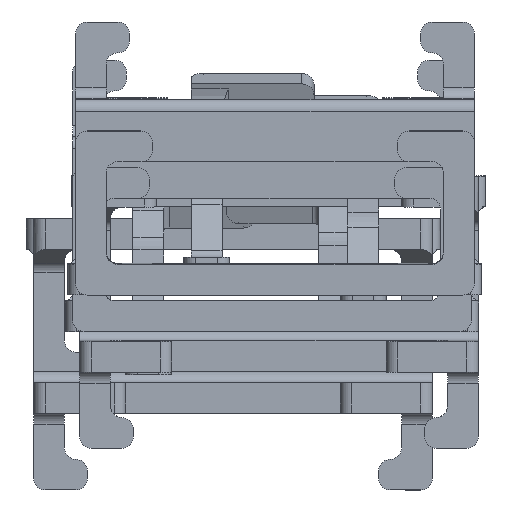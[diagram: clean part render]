
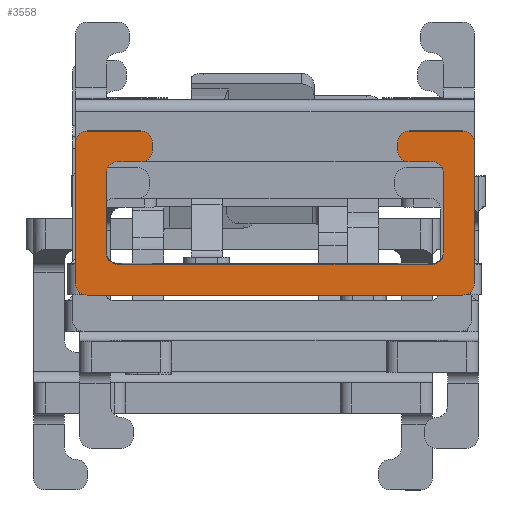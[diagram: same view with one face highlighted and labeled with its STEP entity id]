
A CAD part, front view. The second image highlights one B-rep face of the part: STEP entity #3558.
In plain terms, the highlighted face is planar.
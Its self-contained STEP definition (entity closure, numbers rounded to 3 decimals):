
#108=PLANE('',#3897);
#238=FACE_OUTER_BOUND('',#427,.T.);
#427=EDGE_LOOP('',(#2748,#2749,#2750,#2751,#2752,#2753,#2754,#2755,#2756,
#2757,#2758,#2759,#2760,#2761,#2762,#2763,#2764,#2765,#2766,#2767,#2768,
#2769,#2770,#2771));
#609=CIRCLE('',#3884,0.75);
#616=CIRCLE('',#3894,0.75);
#618=CIRCLE('',#3898,0.75);
#619=CIRCLE('',#3899,0.75);
#620=CIRCLE('',#3900,0.75);
#621=CIRCLE('',#3901,0.75);
#622=CIRCLE('',#3902,0.75);
#623=CIRCLE('',#3903,0.75);
#624=CIRCLE('',#3904,0.75);
#625=CIRCLE('',#3905,0.75);
#626=CIRCLE('',#3906,0.75);
#627=CIRCLE('',#3907,0.75);
#845=LINE('',#5693,#1192);
#855=LINE('',#5729,#1202);
#858=LINE('',#5737,#1205);
#859=LINE('',#5741,#1206);
#860=LINE('',#5745,#1207);
#861=LINE('',#5749,#1208);
#862=LINE('',#5753,#1209);
#863=LINE('',#5757,#1210);
#864=LINE('',#5761,#1211);
#865=LINE('',#5765,#1212);
#866=LINE('',#5769,#1213);
#867=LINE('',#5771,#1214);
#1192=VECTOR('',#4540,10.);
#1202=VECTOR('',#4570,10.);
#1205=VECTOR('',#4577,10.);
#1206=VECTOR('',#4580,10.);
#1207=VECTOR('',#4583,10.);
#1208=VECTOR('',#4586,10.);
#1209=VECTOR('',#4589,10.);
#1210=VECTOR('',#4592,10.);
#1211=VECTOR('',#4595,10.);
#1212=VECTOR('',#4598,10.);
#1213=VECTOR('',#4601,10.);
#1214=VECTOR('',#4604,10.);
#1555=VERTEX_POINT('',#5680);
#1556=VERTEX_POINT('',#5681);
#1560=VERTEX_POINT('',#5691);
#1572=VERTEX_POINT('',#5719);
#1573=VERTEX_POINT('',#5720);
#1576=VERTEX_POINT('',#5728);
#1578=VERTEX_POINT('',#5734);
#1579=VERTEX_POINT('',#5736);
#1580=VERTEX_POINT('',#5738);
#1581=VERTEX_POINT('',#5740);
#1582=VERTEX_POINT('',#5742);
#1583=VERTEX_POINT('',#5744);
#1584=VERTEX_POINT('',#5746);
#1585=VERTEX_POINT('',#5748);
#1586=VERTEX_POINT('',#5750);
#1587=VERTEX_POINT('',#5752);
#1588=VERTEX_POINT('',#5754);
#1589=VERTEX_POINT('',#5756);
#1590=VERTEX_POINT('',#5758);
#1591=VERTEX_POINT('',#5760);
#1592=VERTEX_POINT('',#5762);
#1593=VERTEX_POINT('',#5764);
#1594=VERTEX_POINT('',#5766);
#1595=VERTEX_POINT('',#5768);
#1979=EDGE_CURVE('',#1555,#1556,#609,.T.);
#1985=EDGE_CURVE('',#1555,#1560,#845,.T.);
#1998=EDGE_CURVE('',#1572,#1573,#616,.T.);
#2002=EDGE_CURVE('',#1576,#1573,#855,.T.);
#2005=EDGE_CURVE('',#1578,#1560,#618,.T.);
#2006=EDGE_CURVE('',#1578,#1579,#858,.T.);
#2007=EDGE_CURVE('',#1580,#1579,#619,.T.);
#2008=EDGE_CURVE('',#1580,#1581,#859,.T.);
#2009=EDGE_CURVE('',#1582,#1581,#620,.T.);
#2010=EDGE_CURVE('',#1583,#1582,#860,.T.);
#2011=EDGE_CURVE('',#1584,#1583,#621,.T.);
#2012=EDGE_CURVE('',#1585,#1584,#861,.T.);
#2013=EDGE_CURVE('',#1586,#1585,#622,.T.);
#2014=EDGE_CURVE('',#1587,#1586,#862,.T.);
#2015=EDGE_CURVE('',#1588,#1587,#623,.T.);
#2016=EDGE_CURVE('',#1588,#1589,#863,.T.);
#2017=EDGE_CURVE('',#1590,#1589,#624,.T.);
#2018=EDGE_CURVE('',#1590,#1591,#864,.T.);
#2019=EDGE_CURVE('',#1592,#1591,#625,.T.);
#2020=EDGE_CURVE('',#1593,#1592,#865,.T.);
#2021=EDGE_CURVE('',#1594,#1593,#626,.T.);
#2022=EDGE_CURVE('',#1595,#1594,#866,.T.);
#2023=EDGE_CURVE('',#1576,#1595,#627,.T.);
#2024=EDGE_CURVE('',#1556,#1572,#867,.T.);
#2748=ORIENTED_EDGE('',*,*,#1979,.F.);
#2749=ORIENTED_EDGE('',*,*,#1985,.T.);
#2750=ORIENTED_EDGE('',*,*,#2005,.F.);
#2751=ORIENTED_EDGE('',*,*,#2006,.T.);
#2752=ORIENTED_EDGE('',*,*,#2007,.F.);
#2753=ORIENTED_EDGE('',*,*,#2008,.T.);
#2754=ORIENTED_EDGE('',*,*,#2009,.F.);
#2755=ORIENTED_EDGE('',*,*,#2010,.F.);
#2756=ORIENTED_EDGE('',*,*,#2011,.F.);
#2757=ORIENTED_EDGE('',*,*,#2012,.F.);
#2758=ORIENTED_EDGE('',*,*,#2013,.F.);
#2759=ORIENTED_EDGE('',*,*,#2014,.F.);
#2760=ORIENTED_EDGE('',*,*,#2015,.F.);
#2761=ORIENTED_EDGE('',*,*,#2016,.T.);
#2762=ORIENTED_EDGE('',*,*,#2017,.F.);
#2763=ORIENTED_EDGE('',*,*,#2018,.T.);
#2764=ORIENTED_EDGE('',*,*,#2019,.F.);
#2765=ORIENTED_EDGE('',*,*,#2020,.F.);
#2766=ORIENTED_EDGE('',*,*,#2021,.F.);
#2767=ORIENTED_EDGE('',*,*,#2022,.F.);
#2768=ORIENTED_EDGE('',*,*,#2023,.F.);
#2769=ORIENTED_EDGE('',*,*,#2002,.T.);
#2770=ORIENTED_EDGE('',*,*,#1998,.F.);
#2771=ORIENTED_EDGE('',*,*,#2024,.F.);
#3558=ADVANCED_FACE('',(#238),#108,.T.);
#3884=AXIS2_PLACEMENT_3D('',#5682,#4530,#4531);
#3894=AXIS2_PLACEMENT_3D('',#5721,#4562,#4563);
#3897=AXIS2_PLACEMENT_3D('',#5733,#4573,#4574);
#3898=AXIS2_PLACEMENT_3D('',#5735,#4575,#4576);
#3899=AXIS2_PLACEMENT_3D('',#5739,#4578,#4579);
#3900=AXIS2_PLACEMENT_3D('',#5743,#4581,#4582);
#3901=AXIS2_PLACEMENT_3D('',#5747,#4584,#4585);
#3902=AXIS2_PLACEMENT_3D('',#5751,#4587,#4588);
#3903=AXIS2_PLACEMENT_3D('',#5755,#4590,#4591);
#3904=AXIS2_PLACEMENT_3D('',#5759,#4593,#4594);
#3905=AXIS2_PLACEMENT_3D('',#5763,#4596,#4597);
#3906=AXIS2_PLACEMENT_3D('',#5767,#4599,#4600);
#3907=AXIS2_PLACEMENT_3D('',#5770,#4602,#4603);
#4530=DIRECTION('center_axis',(0.,1.,0.));
#4531=DIRECTION('ref_axis',(0.707,0.,-0.707));
#4540=DIRECTION('',(0.,0.,1.));
#4562=DIRECTION('center_axis',(0.,1.,0.));
#4563=DIRECTION('ref_axis',(-0.707,0.,-0.707));
#4570=DIRECTION('',(0.,0.,-1.));
#4573=DIRECTION('center_axis',(0.,-1.,0.));
#4574=DIRECTION('ref_axis',(1.,0.,0.));
#4575=DIRECTION('center_axis',(0.,1.,0.));
#4576=DIRECTION('ref_axis',(0.707,0.,0.707));
#4577=DIRECTION('',(-1.,0.,0.));
#4578=DIRECTION('center_axis',(0.,1.,0.));
#4579=DIRECTION('ref_axis',(-0.707,0.,0.707));
#4580=DIRECTION('',(0.,0.,-1.));
#4581=DIRECTION('center_axis',(0.,1.,0.));
#4582=DIRECTION('ref_axis',(-0.707,0.,-0.707));
#4583=DIRECTION('',(-1.,0.,0.));
#4584=DIRECTION('center_axis',(0.,-1.,0.));
#4585=DIRECTION('ref_axis',(0.707,0.,0.707));
#4586=DIRECTION('',(0.,0.,1.));
#4587=DIRECTION('center_axis',(0.,-1.,0.));
#4588=DIRECTION('ref_axis',(0.707,0.,-0.707));
#4589=DIRECTION('',(1.,0.,0.));
#4590=DIRECTION('center_axis',(0.,-1.,0.));
#4591=DIRECTION('ref_axis',(-0.707,0.,-0.707));
#4592=DIRECTION('',(0.,0.,1.));
#4593=DIRECTION('center_axis',(0.,-1.,0.));
#4594=DIRECTION('ref_axis',(-0.707,0.,0.707));
#4595=DIRECTION('',(1.,0.,0.));
#4596=DIRECTION('center_axis',(0.,1.,0.));
#4597=DIRECTION('ref_axis',(0.707,0.,-0.707));
#4598=DIRECTION('',(0.,0.,-1.));
#4599=DIRECTION('center_axis',(0.,1.,0.));
#4600=DIRECTION('ref_axis',(0.707,0.,0.707));
#4601=DIRECTION('',(1.,0.,0.));
#4602=DIRECTION('center_axis',(0.,1.,0.));
#4603=DIRECTION('ref_axis',(-0.707,0.,0.707));
#4604=DIRECTION('',(-1.,0.,0.));
#5680=CARTESIAN_POINT('',(13.,-6.,-1.25));
#5681=CARTESIAN_POINT('',(12.25,-6.,-2.));
#5682=CARTESIAN_POINT('Origin',(12.25,-6.,-1.25));
#5691=CARTESIAN_POINT('',(13.,-6.,7.95));
#5693=CARTESIAN_POINT('',(13.,-6.,0.));
#5719=CARTESIAN_POINT('',(-12.25,-6.,-2.));
#5720=CARTESIAN_POINT('',(-13.,-6.,-1.25));
#5721=CARTESIAN_POINT('Origin',(-12.25,-6.,-1.25));
#5728=CARTESIAN_POINT('',(-13.,-6.,7.95));
#5729=CARTESIAN_POINT('',(-13.,-6.,0.));
#5733=CARTESIAN_POINT('Origin',(-13.,-6.,0.));
#5734=CARTESIAN_POINT('',(12.25,-6.,8.7));
#5735=CARTESIAN_POINT('Origin',(12.25,-6.,7.95));
#5736=CARTESIAN_POINT('',(8.75,-6.,8.7));
#5737=CARTESIAN_POINT('',(11.,-6.,8.7));
#5738=CARTESIAN_POINT('',(8.,-6.,7.95));
#5739=CARTESIAN_POINT('Origin',(8.75,-6.,7.95));
#5740=CARTESIAN_POINT('',(8.,-6.,7.45));
#5741=CARTESIAN_POINT('',(8.,-6.,8.7));
#5742=CARTESIAN_POINT('',(8.75,-6.,6.7));
#5743=CARTESIAN_POINT('Origin',(8.75,-6.,7.45));
#5744=CARTESIAN_POINT('',(10.25,-6.,6.7));
#5745=CARTESIAN_POINT('',(11.,-6.,6.7));
#5746=CARTESIAN_POINT('',(11.,-6.,5.95));
#5747=CARTESIAN_POINT('Origin',(10.25,-6.,5.95));
#5748=CARTESIAN_POINT('',(11.,-6.,0.75));
#5749=CARTESIAN_POINT('',(11.,-6.,0.));
#5750=CARTESIAN_POINT('',(10.25,-6.,0.));
#5751=CARTESIAN_POINT('Origin',(10.25,-6.,0.75));
#5752=CARTESIAN_POINT('',(-10.25,-6.,0.));
#5753=CARTESIAN_POINT('',(-13.,-6.,0.));
#5754=CARTESIAN_POINT('',(-11.,-6.,0.75));
#5755=CARTESIAN_POINT('Origin',(-10.25,-6.,0.75));
#5756=CARTESIAN_POINT('',(-11.,-6.,5.95));
#5757=CARTESIAN_POINT('',(-11.,-6.,0.));
#5758=CARTESIAN_POINT('',(-10.25,-6.,6.7));
#5759=CARTESIAN_POINT('Origin',(-10.25,-6.,5.95));
#5760=CARTESIAN_POINT('',(-8.75,-6.,6.7));
#5761=CARTESIAN_POINT('',(-11.,-6.,6.7));
#5762=CARTESIAN_POINT('',(-8.,-6.,7.45));
#5763=CARTESIAN_POINT('Origin',(-8.75,-6.,7.45));
#5764=CARTESIAN_POINT('',(-8.,-6.,7.95));
#5765=CARTESIAN_POINT('',(-8.,-6.,8.7));
#5766=CARTESIAN_POINT('',(-8.75,-6.,8.7));
#5767=CARTESIAN_POINT('Origin',(-8.75,-6.,7.95));
#5768=CARTESIAN_POINT('',(-12.25,-6.,8.7));
#5769=CARTESIAN_POINT('',(-11.,-6.,8.7));
#5770=CARTESIAN_POINT('Origin',(-12.25,-6.,7.95));
#5771=CARTESIAN_POINT('',(-13.,-6.,-2.));
